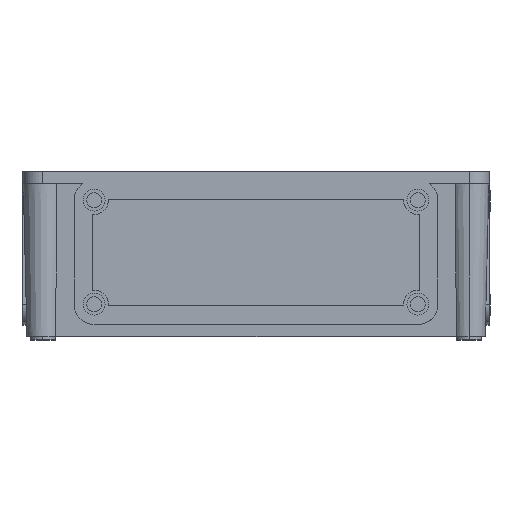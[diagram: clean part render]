
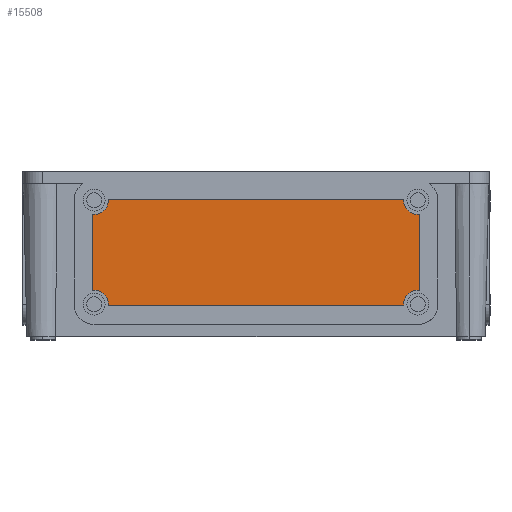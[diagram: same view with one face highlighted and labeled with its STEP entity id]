
A CAD part, top view. The second image highlights one B-rep face of the part: STEP entity #15508.
In plain terms, the highlighted planar face has unit normal (0, 0, 1).
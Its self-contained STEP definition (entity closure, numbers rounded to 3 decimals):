
#24 = CARTESIAN_POINT ( 'NONE',  ( 97.5, 72.559, 132.5 ) ) ;
#34 = DIRECTION ( 'NONE',  ( 0., 1., 0. ) ) ;
#760 = DIRECTION ( 'NONE',  ( 1., 0., 0. ) ) ;
#859 = LINE ( 'NONE', #14692, #19819 ) ;
#1183 = EDGE_CURVE ( 'NONE', #6577, #18673, #16520, .T. ) ;
#1711 = CIRCLE ( 'NONE', #17823, 8.5 ) ;
#1892 = CARTESIAN_POINT ( 'NONE',  ( 97.5, 72.559, 132.5 ) ) ;
#2003 = CIRCLE ( 'NONE', #11814, 8.5 ) ;
#2123 = CARTESIAN_POINT ( 'NONE',  ( -96.5, 81., 132.5 ) ) ;
#2257 = VERTEX_POINT ( 'NONE', #10510 ) ;
#2330 = CARTESIAN_POINT ( 'NONE',  ( -96.5, 19., 132.5 ) ) ;
#2435 = DIRECTION ( 'NONE',  ( 0., 0., -1. ) ) ;
#2688 = CARTESIAN_POINT ( 'NONE',  ( -96.5, 19., 132.5 ) ) ;
#2927 = VERTEX_POINT ( 'NONE', #19479 ) ;
#2935 = EDGE_CURVE ( 'NONE', #6592, #2927, #2003, .T. ) ;
#3288 = ORIENTED_EDGE ( 'NONE', *, *, #3424, .T. ) ;
#3353 = EDGE_CURVE ( 'NONE', #18673, #6084, #1711, .T. ) ;
#3424 = EDGE_CURVE ( 'NONE', #8852, #3907, #11971, .T. ) ;
#3604 = ORIENTED_EDGE ( 'NONE', *, *, #2935, .T. ) ;
#3907 = VERTEX_POINT ( 'NONE', #18060 ) ;
#4220 = DIRECTION ( 'NONE',  ( 1., 0., 0. ) ) ;
#4556 = CARTESIAN_POINT ( 'NONE',  ( 96.5, 81., 132.5 ) ) ;
#4617 = EDGE_LOOP ( 'NONE', ( #10810, #22876, #15177, #3604, #14978, #3288, #16004, #9611, #20320, #11102 ) ) ;
#4625 = DIRECTION ( 'NONE',  ( 0., 0., -1. ) ) ;
#5569 = DIRECTION ( 'NONE',  ( 0., 0., -1. ) ) ;
#6084 = VERTEX_POINT ( 'NONE', #14565 ) ;
#6324 = DIRECTION ( 'NONE',  ( -1., 0., 0. ) ) ;
#6577 = VERTEX_POINT ( 'NONE', #14688 ) ;
#6592 = VERTEX_POINT ( 'NONE', #16639 ) ;
#8312 = DIRECTION ( 'NONE',  ( 1., 0., 0. ) ) ;
#8852 = VERTEX_POINT ( 'NONE', #21829 ) ;
#9611 = ORIENTED_EDGE ( 'NONE', *, *, #1183, .T. ) ;
#9968 = CARTESIAN_POINT ( 'NONE',  ( 88.015, 18.5, 132.5 ) ) ;
#10510 = CARTESIAN_POINT ( 'NONE',  ( -97.5, 72.559, 132.5 ) ) ;
#10810 = ORIENTED_EDGE ( 'NONE', *, *, #11996, .T. ) ;
#11102 = ORIENTED_EDGE ( 'NONE', *, *, #11223, .T. ) ;
#11178 = DIRECTION ( 'NONE',  ( 0., 0., 1. ) ) ;
#11223 = EDGE_CURVE ( 'NONE', #6084, #14638, #20710, .T. ) ;
#11453 = CIRCLE ( 'NONE', #15585, 8.5 ) ;
#11632 = DIRECTION ( 'NONE',  ( 0., -1., 0. ) ) ;
#11697 = DIRECTION ( 'NONE',  ( -1., 0., 0. ) ) ;
#11814 = AXIS2_PLACEMENT_3D ( 'NONE', #2330, #5569, #14435 ) ;
#11971 = LINE ( 'NONE', #9968, #20386 ) ;
#11996 = EDGE_CURVE ( 'NONE', #14638, #13753, #11453, .T. ) ;
#12351 = VECTOR ( 'NONE', #34, 1000. ) ;
#13146 = EDGE_CURVE ( 'NONE', #2927, #8852, #14438, .T. ) ;
#13495 = DIRECTION ( 'NONE',  ( 0., 0., -1. ) ) ;
#13728 = DIRECTION ( 'NONE',  ( 1., 0., 0. ) ) ;
#13753 = VERTEX_POINT ( 'NONE', #15401 ) ;
#13773 = CARTESIAN_POINT ( 'NONE',  ( -96.5, 81., 132.5 ) ) ;
#13980 = VECTOR ( 'NONE', #14423, 1000. ) ;
#14113 = AXIS2_PLACEMENT_3D ( 'NONE', #18911, #13495, #13728 ) ;
#14423 = DIRECTION ( 'NONE',  ( -1., 0., 0. ) ) ;
#14435 = DIRECTION ( 'NONE',  ( -1., 0., 0. ) ) ;
#14438 = CIRCLE ( 'NONE', #19965, 8.5 ) ;
#14565 = CARTESIAN_POINT ( 'NONE',  ( 88.015, 81.5, 132.5 ) ) ;
#14638 = VERTEX_POINT ( 'NONE', #17454 ) ;
#14688 = CARTESIAN_POINT ( 'NONE',  ( 97.5, 27.441, 132.5 ) ) ;
#14692 = CARTESIAN_POINT ( 'NONE',  ( -97.5, 72.559, 132.5 ) ) ;
#14978 = ORIENTED_EDGE ( 'NONE', *, *, #13146, .T. ) ;
#15177 = ORIENTED_EDGE ( 'NONE', *, *, #16666, .T. ) ;
#15401 = CARTESIAN_POINT ( 'NONE',  ( -88., 81., 132.5 ) ) ;
#15508 = ADVANCED_FACE ( 'NONE', ( #17129 ), #16611, .T. ) ;
#15585 = AXIS2_PLACEMENT_3D ( 'NONE', #13773, #20686, #8312 ) ;
#16004 = ORIENTED_EDGE ( 'NONE', *, *, #19478, .T. ) ;
#16209 = CARTESIAN_POINT ( 'NONE',  ( 88.015, 81.5, 132.5 ) ) ;
#16520 = LINE ( 'NONE', #1892, #12351 ) ;
#16533 = CARTESIAN_POINT ( 'NONE',  ( -96.5, 81., 132.5 ) ) ;
#16611 = PLANE ( 'NONE',  #18242 ) ;
#16639 = CARTESIAN_POINT ( 'NONE',  ( -97.5, 27.441, 132.5 ) ) ;
#16666 = EDGE_CURVE ( 'NONE', #2257, #6592, #859, .T. ) ;
#17129 = FACE_OUTER_BOUND ( 'NONE', #4617, .T. ) ;
#17157 = DIRECTION ( 'NONE',  ( 0., 0., -1. ) ) ;
#17454 = CARTESIAN_POINT ( 'NONE',  ( -88.015, 81.5, 132.5 ) ) ;
#17823 = AXIS2_PLACEMENT_3D ( 'NONE', #4556, #17157, #11697 ) ;
#18060 = CARTESIAN_POINT ( 'NONE',  ( 88.015, 18.5, 132.5 ) ) ;
#18242 = AXIS2_PLACEMENT_3D ( 'NONE', #16533, #11178, #760 ) ;
#18673 = VERTEX_POINT ( 'NONE', #24 ) ;
#18830 = DIRECTION ( 'NONE',  ( 1., 0., 0. ) ) ;
#18911 = CARTESIAN_POINT ( 'NONE',  ( 96.5, 19., 132.5 ) ) ;
#19478 = EDGE_CURVE ( 'NONE', #3907, #6577, #20822, .T. ) ;
#19479 = CARTESIAN_POINT ( 'NONE',  ( -88., 19., 132.5 ) ) ;
#19819 = VECTOR ( 'NONE', #11632, 1000. ) ;
#19965 = AXIS2_PLACEMENT_3D ( 'NONE', #2688, #4625, #6324 ) ;
#20320 = ORIENTED_EDGE ( 'NONE', *, *, #3353, .T. ) ;
#20321 = AXIS2_PLACEMENT_3D ( 'NONE', #2123, #2435, #4220 ) ;
#20386 = VECTOR ( 'NONE', #18830, 1000. ) ;
#20435 = CIRCLE ( 'NONE', #20321, 8.5 ) ;
#20686 = DIRECTION ( 'NONE',  ( 0., 0., -1. ) ) ;
#20710 = LINE ( 'NONE', #16209, #13980 ) ;
#20822 = CIRCLE ( 'NONE', #14113, 8.5 ) ;
#21829 = CARTESIAN_POINT ( 'NONE',  ( -88.015, 18.5, 132.5 ) ) ;
#22876 = ORIENTED_EDGE ( 'NONE', *, *, #23015, .T. ) ;
#23015 = EDGE_CURVE ( 'NONE', #13753, #2257, #20435, .T. ) ;
